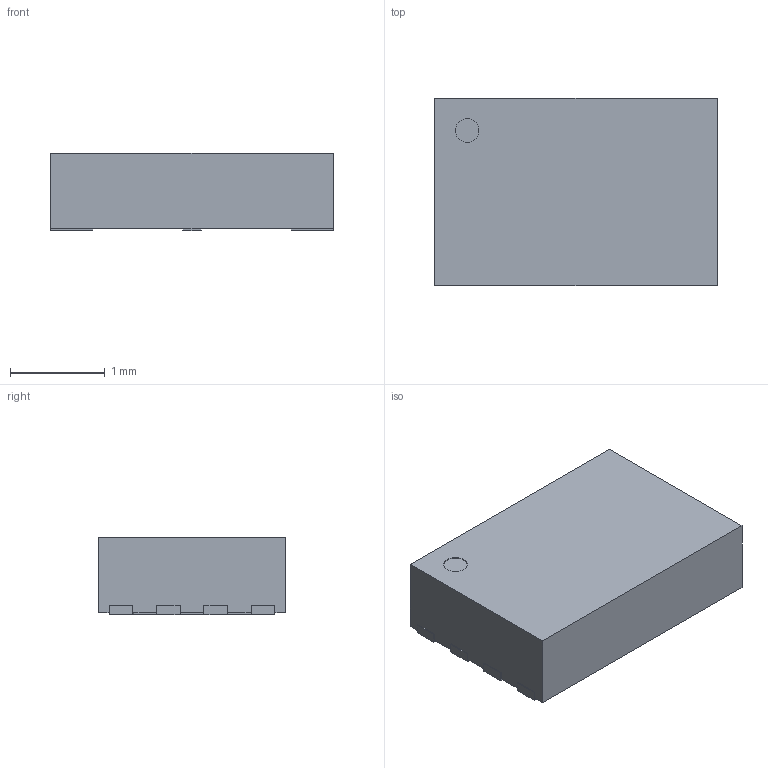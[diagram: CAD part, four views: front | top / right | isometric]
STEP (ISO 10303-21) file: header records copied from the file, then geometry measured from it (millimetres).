
FILE_DESCRIPTION(/* description */ ('model of Winbond_USON-8-1EP_3x2mm_P0.5mm_EP0.2x1.6mm'),/* implementation_level */ '2;1');
FILE_NAME(/* name */ 'Winbond_USON-8-1EP_3x2mm_P0.5mm_EP0.2x1.6mm.step',/* time_stamp */ '2024-04-12T16:11:07',/* author */ ('KiCAD','kicad'),/* organization */ ('OCCT'),/* preprocessor_version */ '',/* originating_system */ 'KiCAD',/* authorisation */ '');
FILE_SCHEMA(('AUTOMOTIVE_DESIGN { 1 0 10303 214 1 1 1 1 }'));
Length unit declared in the file: millimetre
Products named in the file (1): Winbond_USON-8-1EP_3x2mm_P0.5mm_EP0.2x1.6mm
Bounding box: 3 x 1.98 x 0.82 mm (x, y, z)
Volume: 4.7 mm3; surface area: 20.1 mm2
Topology: 1 solids, 1 shells, 62 faces, 174 edges, 116 vertices
Faces by surface type: plane 61, cylinder 1
Full cylindrical faces by diameter (mm): 0.25 x1
Entity records: 2532 total; most frequent: CARTESIAN_POINT 353, ORIENTED_EDGE 348, DIRECTION 302, EDGE_CURVE 174, LINE 172, VECTOR 172, VERTEX_POINT 116, AXIS2_PLACEMENT_3D 65
